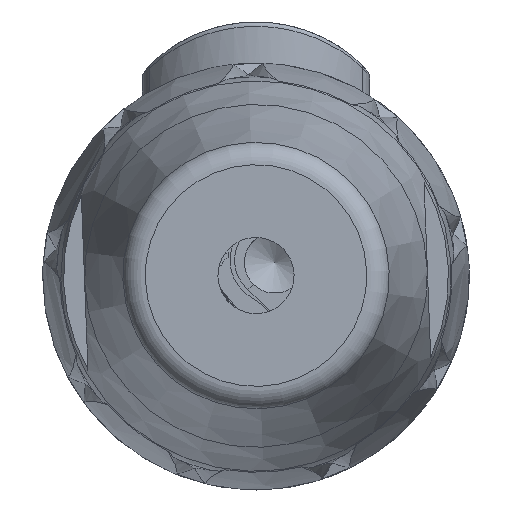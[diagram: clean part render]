
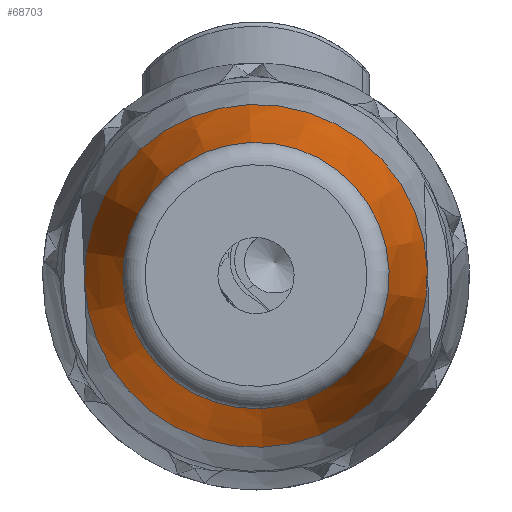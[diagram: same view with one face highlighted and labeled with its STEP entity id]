
A CAD part, top view. The second image highlights one B-rep face of the part: STEP entity #68703.
In plain terms, the highlighted conical face has half-angle 12 degrees and reference radius 9.995 mm.
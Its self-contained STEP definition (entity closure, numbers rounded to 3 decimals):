
#68658=CARTESIAN_POINT('',(0.,0.,57.906));
#68659=DIRECTION('',(0.,0.,-1.0));
#68660=DIRECTION('',(-0.038,0.999,0.));
#68661=AXIS2_PLACEMENT_3D('',#68658,#68659,#68660);
#68662=CONICAL_SURFACE('',#68661,9.995,12.);
#68663=CARTESIAN_POINT('',(-0.33,8.733,63.812));
#68664=VERTEX_POINT('',#68663);
#68665=CARTESIAN_POINT('',(0.,0.,63.812));
#68666=DIRECTION('',(0.,0.,1.0));
#68667=DIRECTION('',(-0.038,0.999,0.));
#68668=AXIS2_PLACEMENT_3D('',#68665,#68666,#68667);
#68669=CIRCLE('',#68668,8.739);
#68670=EDGE_CURVE('',#68664,#68664,#68669,.T.);
#68671=ORIENTED_EDGE('',*,*,#68670,.F.);
#68672=EDGE_LOOP('',(#68671));
#68673=FACE_OUTER_BOUND('',#68672,.T.);
#68674=CARTESIAN_POINT('',(-0.425,11.242,52.));
#68675=VERTEX_POINT('',#68674);
#68676=CARTESIAN_POINT('',(-11.242,-0.425,52.));
#68677=VERTEX_POINT('',#68676);
#68678=CARTESIAN_POINT('',(0.,0.,52.));
#68679=DIRECTION('',(0.,0.,1.0));
#68680=DIRECTION('',(-0.038,0.999,0.));
#68681=AXIS2_PLACEMENT_3D('',#68678,#68679,#68680);
#68682=CIRCLE('',#68681,11.25);
#68683=EDGE_CURVE('',#68675,#68677,#68682,.T.);
#68684=ORIENTED_EDGE('',*,*,#68683,.T.);
#68685=CARTESIAN_POINT('',(11.242,0.425,52.));
#68686=VERTEX_POINT('',#68685);
#68687=CARTESIAN_POINT('',(0.,0.,52.));
#68688=DIRECTION('',(0.,0.,1.0));
#68689=DIRECTION('',(-0.038,0.999,0.));
#68690=AXIS2_PLACEMENT_3D('',#68687,#68688,#68689);
#68691=CIRCLE('',#68690,11.25);
#68692=EDGE_CURVE('',#68677,#68686,#68691,.T.);
#68693=ORIENTED_EDGE('',*,*,#68692,.T.);
#68694=CARTESIAN_POINT('',(0.,0.,52.));
#68695=DIRECTION('',(0.,0.,1.0));
#68696=DIRECTION('',(-0.038,0.999,0.));
#68697=AXIS2_PLACEMENT_3D('',#68694,#68695,#68696);
#68698=CIRCLE('',#68697,11.25);
#68699=EDGE_CURVE('',#68686,#68675,#68698,.T.);
#68700=ORIENTED_EDGE('',*,*,#68699,.T.);
#68701=EDGE_LOOP('',(#68684,#68693,#68700));
#68702=FACE_BOUND('',#68701,.T.);
#68703=ADVANCED_FACE('',(#68673,#68702),#68662,.T.);
